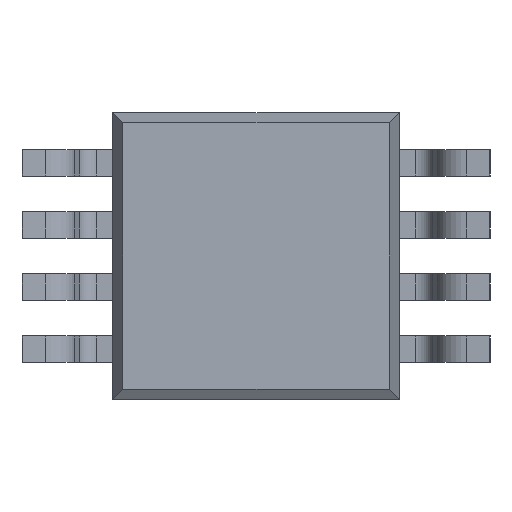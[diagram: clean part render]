
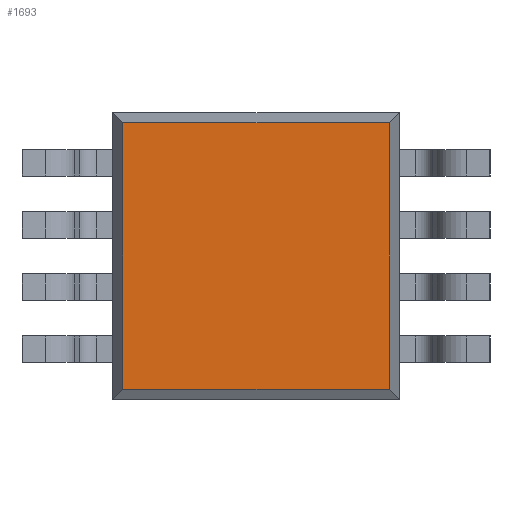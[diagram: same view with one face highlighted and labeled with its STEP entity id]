
A CAD part, front view. The second image highlights one B-rep face of the part: STEP entity #1693.
In plain terms, the highlighted planar face has unit normal (0, -1, 0).
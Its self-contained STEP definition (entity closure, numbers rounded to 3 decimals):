
#11=DIRECTION ( 'NONE',  ( 0., 1., 0. ) );
#35=DIRECTION ( 'NONE',  ( -1., 0., 0. ) );
#43=LINE ( 'NONE', #1651, #144 );
#64=VECTOR ( 'NONE', #35, 1000. );
#68=LINE ( 'NONE', #2037, #1486 );
#90=DIRECTION ( 'NONE',  ( 1., 0., 0. ) );
#94=DIRECTION ( 'NONE',  ( 0., 0., 1. ) );
#144=VECTOR ( 'NONE', #185, 1000. );
#185=DIRECTION ( 'NONE',  ( 0., 0., -1. ) );
#211=DIRECTION ( 'NONE',  ( 0., 0., 1. ) );
#227=PLANE ( 'NONE',  #1891 );
#396=ORIENTED_EDGE ( 'NONE', *, *, #1890, .T. );
#437=CARTESIAN_POINT ( 'NONE',  ( 1.5, 0.15, -1.393 ) );
#584=VECTOR ( 'NONE', #90, 1000. );
#601=ORIENTED_EDGE ( 'NONE', *, *, #2276, .T. );
#671=VERTEX_POINT ( 'NONE', #1288 );
#715=LINE ( 'NONE', #437, #584 );
#863=FACE_OUTER_BOUND ( 'NONE', #2115, .T. );
#1001=ORIENTED_EDGE ( 'NONE', *, *, #1618, .T. );
#1039=VERTEX_POINT ( 'NONE', #2032 );
#1288=CARTESIAN_POINT ( 'NONE',  ( -1.393, 0.15, 1.393 ) );
#1456=CARTESIAN_POINT ( 'NONE',  ( -1.5, 0.15, 1.393 ) );
#1471=CARTESIAN_POINT ( 'NONE',  ( 0., 0.15, 0. ) );
#1486=VECTOR ( 'NONE', #94, 1000. );
#1494=CARTESIAN_POINT ( 'NONE',  ( 1.393, 0.15, 1.393 ) );
#1618=EDGE_CURVE ( 'NONE', #1039, #1685, #68, .T. );
#1651=CARTESIAN_POINT ( 'NONE',  ( -1.393, 0.15, -1.5 ) );
#1666=LINE ( 'NONE', #1456, #64 );
#1685=VERTEX_POINT ( 'NONE', #1494 );
#1693=ADVANCED_FACE ( 'NONE', ( #863 ), #227, .F. );
#1797=EDGE_CURVE ( 'NONE', #671, #1882, #43, .T. );
#1882=VERTEX_POINT ( 'NONE', #2286 );
#1890=EDGE_CURVE ( 'NONE', #1882, #1039, #715, .T. );
#1891=AXIS2_PLACEMENT_3D ( 'NONE', #1471, #11, #211 );
#2032=CARTESIAN_POINT ( 'NONE',  ( 1.393, 0.15, -1.393 ) );
#2037=CARTESIAN_POINT ( 'NONE',  ( 1.393, 0.15, 1.5 ) );
#2115=EDGE_LOOP ( 'NONE', ( #2688, #396, #1001, #601 ) );
#2276=EDGE_CURVE ( 'NONE', #1685, #671, #1666, .T. );
#2286=CARTESIAN_POINT ( 'NONE',  ( -1.393, 0.15, -1.393 ) );
#2688=ORIENTED_EDGE ( 'NONE', *, *, #1797, .T. );
